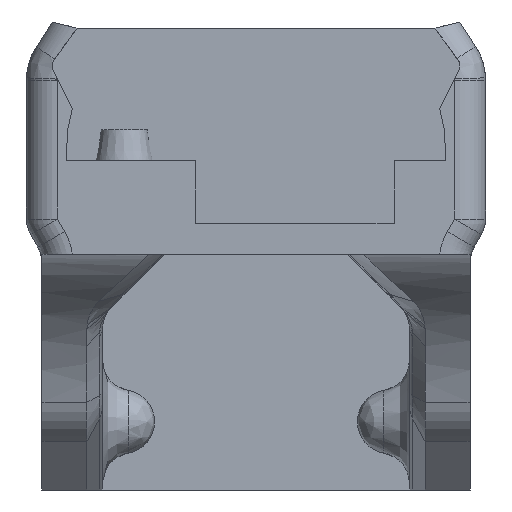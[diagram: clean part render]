
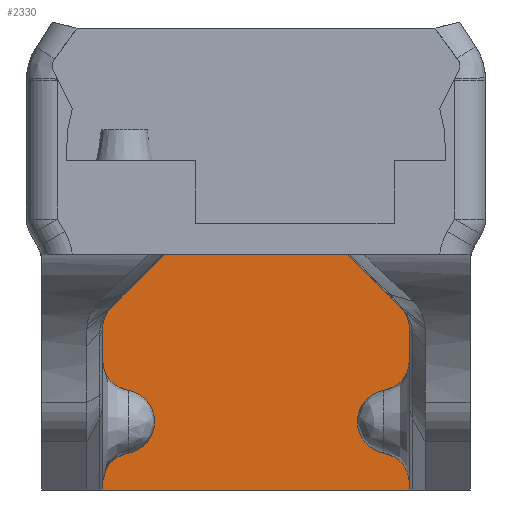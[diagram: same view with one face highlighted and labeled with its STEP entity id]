
A CAD part, left-side view. The second image highlights one B-rep face of the part: STEP entity #2330.
In plain terms, the highlighted planar face has unit normal (-1, 0, 0).
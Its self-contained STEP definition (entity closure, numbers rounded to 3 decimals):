
#311=FACE_OUTER_BOUND('',#461,.T.);
#461=EDGE_LOOP('',(#2039,#2040,#2041,#2042,#2043,#2044,#2045,#2046,#2047,
#2048,#2049,#2050,#2051,#2052,#2053,#2054));
#542=LINE('',#3593,#703);
#622=LINE('',#4691,#783);
#623=LINE('',#4692,#784);
#624=LINE('',#4697,#785);
#625=LINE('',#4699,#786);
#626=LINE('',#4701,#787);
#627=LINE('',#4705,#788);
#628=LINE('',#4712,#789);
#703=VECTOR('',#2867,10.);
#783=VECTOR('',#3165,1000.);
#784=VECTOR('',#3166,1000.);
#785=VECTOR('',#3171,10.);
#786=VECTOR('',#3172,1000.);
#787=VECTOR('',#3173,10.);
#788=VECTOR('',#3176,1000.);
#789=VECTOR('',#3183,1000.);
#900=CIRCLE('',#2566,1.);
#903=CIRCLE('',#2570,1.);
#904=CIRCLE('',#2573,1.);
#905=CIRCLE('',#2574,1.);
#906=CIRCLE('',#2575,1.);
#907=CIRCLE('',#2576,1.028);
#908=CIRCLE('',#2577,1.);
#909=CIRCLE('',#2578,1.028);
#1002=VERTEX_POINT('',#3590);
#1003=VERTEX_POINT('',#3592);
#1102=VERTEX_POINT('',#4496);
#1103=VERTEX_POINT('',#4497);
#1108=VERTEX_POINT('',#4683);
#1109=VERTEX_POINT('',#4684);
#1110=VERTEX_POINT('',#4689);
#1111=VERTEX_POINT('',#4694);
#1112=VERTEX_POINT('',#4696);
#1113=VERTEX_POINT('',#4698);
#1114=VERTEX_POINT('',#4700);
#1115=VERTEX_POINT('',#4702);
#1116=VERTEX_POINT('',#4704);
#1117=VERTEX_POINT('',#4706);
#1118=VERTEX_POINT('',#4708);
#1119=VERTEX_POINT('',#4710);
#1258=EDGE_CURVE('',#1002,#1003,#542,.T.);
#1427=EDGE_CURVE('',#1102,#1103,#900,.T.);
#1434=EDGE_CURVE('',#1108,#1109,#903,.T.);
#1438=EDGE_CURVE('',#1103,#1110,#622,.T.);
#1439=EDGE_CURVE('',#1002,#1108,#623,.T.);
#1440=EDGE_CURVE('',#1110,#1111,#904,.T.);
#1441=EDGE_CURVE('',#1111,#1112,#624,.T.);
#1442=EDGE_CURVE('',#1112,#1113,#625,.T.);
#1443=EDGE_CURVE('',#1113,#1114,#626,.T.);
#1444=EDGE_CURVE('',#1114,#1115,#905,.T.);
#1445=EDGE_CURVE('',#1116,#1115,#627,.T.);
#1446=EDGE_CURVE('',#1116,#1117,#906,.T.);
#1447=EDGE_CURVE('',#1118,#1117,#907,.T.);
#1448=EDGE_CURVE('',#1118,#1119,#908,.T.);
#1449=EDGE_CURVE('',#1003,#1119,#628,.T.);
#1450=EDGE_CURVE('',#1109,#1102,#909,.T.);
#2039=ORIENTED_EDGE('',*,*,#1427,.T.);
#2040=ORIENTED_EDGE('',*,*,#1438,.T.);
#2041=ORIENTED_EDGE('',*,*,#1440,.T.);
#2042=ORIENTED_EDGE('',*,*,#1441,.T.);
#2043=ORIENTED_EDGE('',*,*,#1442,.T.);
#2044=ORIENTED_EDGE('',*,*,#1443,.T.);
#2045=ORIENTED_EDGE('',*,*,#1444,.T.);
#2046=ORIENTED_EDGE('',*,*,#1445,.F.);
#2047=ORIENTED_EDGE('',*,*,#1446,.T.);
#2048=ORIENTED_EDGE('',*,*,#1447,.F.);
#2049=ORIENTED_EDGE('',*,*,#1448,.T.);
#2050=ORIENTED_EDGE('',*,*,#1449,.F.);
#2051=ORIENTED_EDGE('',*,*,#1258,.F.);
#2052=ORIENTED_EDGE('',*,*,#1439,.T.);
#2053=ORIENTED_EDGE('',*,*,#1434,.T.);
#2054=ORIENTED_EDGE('',*,*,#1450,.T.);
#2196=PLANE('',#2572);
#2330=ADVANCED_FACE('',(#311),#2196,.F.);
#2566=AXIS2_PLACEMENT_3D('',#4498,#3148,#3149);
#2570=AXIS2_PLACEMENT_3D('',#4685,#3158,#3159);
#2572=AXIS2_PLACEMENT_3D('',#4693,#3167,#3168);
#2573=AXIS2_PLACEMENT_3D('',#4695,#3169,#3170);
#2574=AXIS2_PLACEMENT_3D('',#4703,#3174,#3175);
#2575=AXIS2_PLACEMENT_3D('',#4707,#3177,#3178);
#2576=AXIS2_PLACEMENT_3D('',#4709,#3179,#3180);
#2577=AXIS2_PLACEMENT_3D('',#4711,#3181,#3182);
#2578=AXIS2_PLACEMENT_3D('',#4713,#3184,#3185);
#2867=DIRECTION('',(0.,1.,0.));
#3148=DIRECTION('center_axis',(-1.,0.,0.));
#3149=DIRECTION('ref_axis',(0.,1.,0.));
#3158=DIRECTION('center_axis',(-1.,0.,0.));
#3159=DIRECTION('ref_axis',(0.,1.,0.));
#3165=DIRECTION('',(0.,0.,1.));
#3166=DIRECTION('',(0.,0.,1.));
#3167=DIRECTION('center_axis',(1.,0.,0.));
#3168=DIRECTION('ref_axis',(0.,0.,-1.));
#3169=DIRECTION('center_axis',(-1.,0.,0.));
#3170=DIRECTION('ref_axis',(0.,-0.924,0.383));
#3171=DIRECTION('',(0.,0.707,0.707));
#3172=DIRECTION('',(0.,1.,0.));
#3173=DIRECTION('',(0.,0.707,-0.707));
#3174=DIRECTION('center_axis',(-1.,0.,0.));
#3175=DIRECTION('ref_axis',(0.,0.924,0.383));
#3176=DIRECTION('',(0.,0.,1.));
#3177=DIRECTION('center_axis',(-1.,0.,0.));
#3178=DIRECTION('ref_axis',(0.,-1.,0.));
#3179=DIRECTION('center_axis',(-1.,0.,0.));
#3180=DIRECTION('ref_axis',(0.,0.,-1.));
#3181=DIRECTION('center_axis',(-1.,0.,0.));
#3182=DIRECTION('ref_axis',(0.,-1.,0.));
#3183=DIRECTION('',(0.,0.,1.));
#3184=DIRECTION('center_axis',(1.,0.,0.));
#3185=DIRECTION('ref_axis',(0.,0.,-1.));
#3590=CARTESIAN_POINT('',(114.,-4.95,-3.731));
#3592=CARTESIAN_POINT('',(114.,4.95,-3.731));
#3593=CARTESIAN_POINT('',(114.,0.,-3.731));
#4496=CARTESIAN_POINT('',(114.,-4.122,-0.518));
#4497=CARTESIAN_POINT('',(114.,-4.95,0.467));
#4498=CARTESIAN_POINT('Origin',(114.,-3.95,0.467));
#4683=CARTESIAN_POINT('',(114.,-4.95,-3.529));
#4684=CARTESIAN_POINT('',(114.,-4.122,-2.544));
#4685=CARTESIAN_POINT('Origin',(114.,-3.95,-3.529));
#4689=CARTESIAN_POINT('',(114.,-4.95,1.455));
#4691=CARTESIAN_POINT('',(114.,-4.95,0.));
#4692=CARTESIAN_POINT('',(114.,-4.95,0.));
#4693=CARTESIAN_POINT('Origin',(114.,0.,0.));
#4694=CARTESIAN_POINT('',(114.,-4.657,2.162));
#4695=CARTESIAN_POINT('Origin',(114.,-3.95,1.455));
#4696=CARTESIAN_POINT('',(114.,-2.95,3.869));
#4697=CARTESIAN_POINT('',(114.,-3.68,3.139));
#4698=CARTESIAN_POINT('',(114.,2.95,3.869));
#4699=CARTESIAN_POINT('',(114.,0.,3.869));
#4700=CARTESIAN_POINT('',(114.,4.657,2.162));
#4701=CARTESIAN_POINT('',(114.,3.68,3.139));
#4702=CARTESIAN_POINT('',(114.,4.95,1.455));
#4703=CARTESIAN_POINT('Origin',(114.,3.95,1.455));
#4704=CARTESIAN_POINT('',(114.,4.95,0.467));
#4705=CARTESIAN_POINT('',(114.,4.95,0.));
#4706=CARTESIAN_POINT('',(114.,4.122,-0.518));
#4707=CARTESIAN_POINT('Origin',(114.,3.95,0.467));
#4708=CARTESIAN_POINT('',(114.,4.122,-2.544));
#4709=CARTESIAN_POINT('Origin',(114.,4.298,-1.531));
#4710=CARTESIAN_POINT('',(114.,4.95,-3.529));
#4711=CARTESIAN_POINT('Origin',(114.,3.95,-3.529));
#4712=CARTESIAN_POINT('',(114.,4.95,0.));
#4713=CARTESIAN_POINT('Origin',(114.,-4.298,-1.531));
